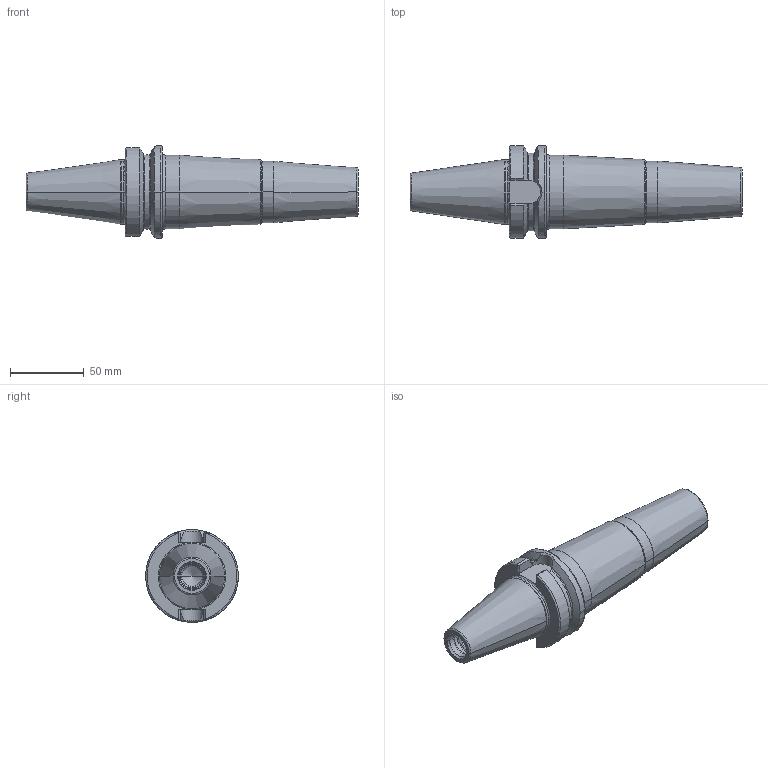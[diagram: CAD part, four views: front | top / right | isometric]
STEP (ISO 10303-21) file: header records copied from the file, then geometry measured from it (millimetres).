
FILE_DESCRIPTION((''),'2;1');
FILE_NAME('40-642-20-3','2011-08-22T',('mei'),(''),'PRO/ENGINEER BY PARAMETRIC TECHNOLOGY CORPORATION, 2010430','PRO/ENGINEER BY PARAMETRIC TECHNOLOGY CORPORATION, 2010430','');
FILE_SCHEMA(('CONFIG_CONTROL_DESIGN'));
Length unit declared in the file: millimetre
Products named in the file (1): 40-642-20-3
Bounding box: 225.4 x 62.98 x 62.98 mm (x, y, z)
Volume: 304726.9 mm3; surface area: 41818.4 mm2
Topology: 1 solids, 2 shells, 108 faces, 254 edges, 149 vertices
Faces by surface type: torus 30, plane 26, cylinder 24, cone 22, bspline 6
Entity records: 3523 total; most frequent: CARTESIAN_POINT 1027, DIRECTION 542, ORIENTED_EDGE 496, EDGE_CURVE 250, AXIS2_PLACEMENT_3D 227, VERTEX_POINT 149, CIRCLE 124, EDGE_LOOP 113
